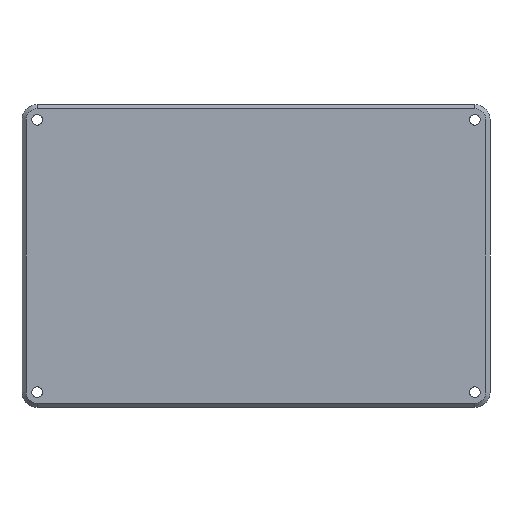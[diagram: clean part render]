
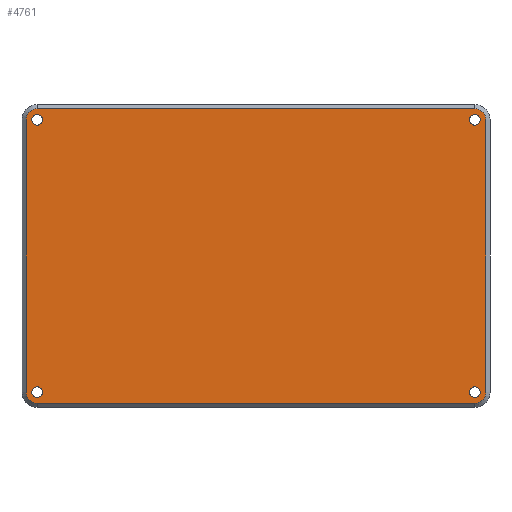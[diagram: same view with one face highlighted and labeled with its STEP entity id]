
A CAD part, front view. The second image highlights one B-rep face of the part: STEP entity #4761.
In plain terms, the highlighted planar face has unit normal (0, -1, 0).
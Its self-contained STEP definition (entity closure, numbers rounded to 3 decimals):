
#591 = EDGE_CURVE ( 'NONE', #8044, #8086, #6482, .T. ) ;
#614 = EDGE_CURVE ( 'NONE', #8074, #8085, #6575, .T. ) ;
#624 = EDGE_CURVE ( 'NONE', #8054, #8056, #6574, .T. ) ;
#644 = EDGE_CURVE ( 'NONE', #8120, #8080, #6610, .T. ) ;
#812 = VERTEX_POINT ( 'NONE', #7240 ) ;
#813 = VERTEX_POINT ( 'NONE', #7245 ) ;
#816 = VERTEX_POINT ( 'NONE', #7256 ) ;
#825 = VERTEX_POINT ( 'NONE', #7234 ) ;
#832 = VERTEX_POINT ( 'NONE', #7220 ) ;
#840 = VERTEX_POINT ( 'NONE', #7216 ) ;
#841 = VERTEX_POINT ( 'NONE', #7270 ) ;
#852 = VERTEX_POINT ( 'NONE', #7252 ) ;
#1018 = ORIENTED_EDGE ( 'NONE', *, *, #3144, .F. ) ;
#1022 = ORIENTED_EDGE ( 'NONE', *, *, #591, .F. ) ;
#1176 = ORIENTED_EDGE ( 'NONE', *, *, #3103, .T. ) ;
#1177 = ORIENTED_EDGE ( 'NONE', *, *, #3093, .T. ) ;
#1178 = ORIENTED_EDGE ( 'NONE', *, *, #3116, .F. ) ;
#1179 = ORIENTED_EDGE ( 'NONE', *, *, #624, .F. ) ;
#1180 = ORIENTED_EDGE ( 'NONE', *, *, #644, .F. ) ;
#1181 = ORIENTED_EDGE ( 'NONE', *, *, #3129, .F. ) ;
#1184 = ORIENTED_EDGE ( 'NONE', *, *, #3097, .T. ) ;
#1185 = ORIENTED_EDGE ( 'NONE', *, *, #3085, .F. ) ;
#1186 = ORIENTED_EDGE ( 'NONE', *, *, #614, .F. ) ;
#3085 = EDGE_CURVE ( 'NONE', #8080, #8120, #6648, .T. ) ;
#3088 = EDGE_CURVE ( 'NONE', #840, #832, #6721, .T. ) ;
#3093 = EDGE_CURVE ( 'NONE', #825, #852, #6722, .T. ) ;
#3097 = EDGE_CURVE ( 'NONE', #813, #841, #6702, .T. ) ;
#3103 = EDGE_CURVE ( 'NONE', #841, #825, #6723, .T. ) ;
#3116 = EDGE_CURVE ( 'NONE', #8056, #8054, #6707, .T. ) ;
#3122 = EDGE_CURVE ( 'NONE', #832, #812, #6717, .T. ) ;
#3129 = EDGE_CURVE ( 'NONE', #8085, #8074, #6743, .T. ) ;
#3132 = EDGE_CURVE ( 'NONE', #852, #840, #6784, .T. ) ;
#3134 = EDGE_CURVE ( 'NONE', #816, #813, #6771, .T. ) ;
#3140 = EDGE_CURVE ( 'NONE', #812, #816, #6789, .T. ) ;
#3144 = EDGE_CURVE ( 'NONE', #8086, #8044, #6765, .T. ) ;
#3280 = AXIS2_PLACEMENT_3D ( 'NONE', #7125, #7153, #7131 ) ;
#3291 = AXIS2_PLACEMENT_3D ( 'NONE', #7072, #7102, #7103 ) ;
#3294 = AXIS2_PLACEMENT_3D ( 'NONE', #7192, #7186, #7170 ) ;
#3308 = AXIS2_PLACEMENT_3D ( 'NONE', #7056, #7035, #7054 ) ;
#3351 = AXIS2_PLACEMENT_3D ( 'NONE', #7527, #7556, #7545 ) ;
#3352 = AXIS2_PLACEMENT_3D ( 'NONE', #7569, #7607, #7590 ) ;
#3359 = AXIS2_PLACEMENT_3D ( 'NONE', #7577, #7599, #7580 ) ;
#3361 = AXIS2_PLACEMENT_3D ( 'NONE', #7485, #7507, #7476 ) ;
#3365 = AXIS2_PLACEMENT_3D ( 'NONE', #7482, #7496, #7494 ) ;
#3376 = AXIS2_PLACEMENT_3D ( 'NONE', #7603, #7566, #7586 ) ;
#3377 = AXIS2_PLACEMENT_3D ( 'NONE', #7516, #7486, #7481 ) ;
#3381 = AXIS2_PLACEMENT_3D ( 'NONE', #7618, #7642, #7668 ) ;
#3390 = AXIS2_PLACEMENT_3D ( 'NONE', #7508, #7509, #7511 ) ;
#3531 = ORIENTED_EDGE ( 'NONE', *, *, #3134, .T. ) ;
#3550 = ORIENTED_EDGE ( 'NONE', *, *, #3088, .T. ) ;
#3576 = ORIENTED_EDGE ( 'NONE', *, *, #3132, .T. ) ;
#3589 = ORIENTED_EDGE ( 'NONE', *, *, #3140, .T. ) ;
#3609 = ORIENTED_EDGE ( 'NONE', *, *, #3122, .T. ) ;
#4038 = EDGE_LOOP ( 'NONE', ( #1018, #1022 ) ) ;
#4055 = EDGE_LOOP ( 'NONE', ( #1178, #1179 ) ) ;
#4057 = EDGE_LOOP ( 'NONE', ( #1181, #1186 ) ) ;
#4179 = EDGE_LOOP ( 'NONE', ( #1185, #1180 ) ) ;
#4186 = EDGE_LOOP ( 'NONE', ( #1184, #1176, #1177, #3576, #3550, #3609, #3589, #3531 ) ) ;
#4761 = ADVANCED_FACE ( 'NONE', ( #6761, #6762, #6751, #6795, #6752 ), #7655, .F. ) ;
#6482 = CIRCLE ( 'NONE', #3308, 1.95 ) ;
#6574 = CIRCLE ( 'NONE', #3280, 1.95 ) ;
#6575 = CIRCLE ( 'NONE', #3291, 1.95 ) ;
#6610 = CIRCLE ( 'NONE', #3294, 1.95 ) ;
#6648 = CIRCLE ( 'NONE', #3377, 1.95 ) ;
#6695 = VECTOR ( 'NONE', #7536, 1000. ) ;
#6702 = CIRCLE ( 'NONE', #3390, 4. ) ;
#6707 = CIRCLE ( 'NONE', #3351, 1.95 ) ;
#6717 = LINE ( 'NONE', #7534, #6728 ) ;
#6721 = CIRCLE ( 'NONE', #3365, 4. ) ;
#6722 = CIRCLE ( 'NONE', #3361, 4. ) ;
#6723 = LINE ( 'NONE', #7550, #6695 ) ;
#6728 = VECTOR ( 'NONE', #7560, 1000. ) ;
#6743 = CIRCLE ( 'NONE', #3359, 1.95 ) ;
#6748 = VECTOR ( 'NONE', #7606, 1000. ) ;
#6751 = FACE_BOUND ( 'NONE', #4179, .T. ) ;
#6752 = FACE_OUTER_BOUND ( 'NONE', #4186, .T. ) ;
#6761 = FACE_BOUND ( 'NONE', #4038, .T. ) ;
#6762 = FACE_BOUND ( 'NONE', #4055, .T. ) ;
#6765 = CIRCLE ( 'NONE', #3352, 1.95 ) ;
#6771 = LINE ( 'NONE', #7565, #6775 ) ;
#6775 = VECTOR ( 'NONE', #7564, 1000. ) ;
#6784 = LINE ( 'NONE', #7592, #6748 ) ;
#6789 = CIRCLE ( 'NONE', #3376, 4. ) ;
#6795 = FACE_BOUND ( 'NONE', #4057, .T. ) ;
#7035 = DIRECTION ( 'NONE',  ( 0., -1., 0. ) ) ;
#7054 = DIRECTION ( 'NONE',  ( 0., 0., -1. ) ) ;
#7056 = CARTESIAN_POINT ( 'NONE',  ( 79.5, 0., -49.5 ) ) ;
#7072 = CARTESIAN_POINT ( 'NONE',  ( -79.5, 0., 49.5 ) ) ;
#7102 = DIRECTION ( 'NONE',  ( 0., -1., 0. ) ) ;
#7103 = DIRECTION ( 'NONE',  ( 0., 0., -1. ) ) ;
#7125 = CARTESIAN_POINT ( 'NONE',  ( -79.5, 0., -49.5 ) ) ;
#7131 = DIRECTION ( 'NONE',  ( 0., 0., -1. ) ) ;
#7153 = DIRECTION ( 'NONE',  ( 0., -1., 0. ) ) ;
#7170 = DIRECTION ( 'NONE',  ( 0., 0., -1. ) ) ;
#7186 = DIRECTION ( 'NONE',  ( 0., -1., 0. ) ) ;
#7192 = CARTESIAN_POINT ( 'NONE',  ( 79.5, 0., 49.5 ) ) ;
#7216 = CARTESIAN_POINT ( 'NONE',  ( 79.5, 0., -53.5 ) ) ;
#7220 = CARTESIAN_POINT ( 'NONE',  ( 83.5, 0., -49.5 ) ) ;
#7234 = CARTESIAN_POINT ( 'NONE',  ( -83.5, 0., -49.5 ) ) ;
#7240 = CARTESIAN_POINT ( 'NONE',  ( 83.5, 0., 49.5 ) ) ;
#7245 = CARTESIAN_POINT ( 'NONE',  ( -79.5, 0., 53.5 ) ) ;
#7252 = CARTESIAN_POINT ( 'NONE',  ( -79.5, 0., -53.5 ) ) ;
#7256 = CARTESIAN_POINT ( 'NONE',  ( 79.5, 0., 53.5 ) ) ;
#7270 = CARTESIAN_POINT ( 'NONE',  ( -83.5, 0., 49.5 ) ) ;
#7476 = DIRECTION ( 'NONE',  ( 0., 0., 1. ) ) ;
#7481 = DIRECTION ( 'NONE',  ( 0., 0., -1. ) ) ;
#7482 = CARTESIAN_POINT ( 'NONE',  ( 79.5, 0., -49.5 ) ) ;
#7485 = CARTESIAN_POINT ( 'NONE',  ( -79.5, 0., -49.5 ) ) ;
#7486 = DIRECTION ( 'NONE',  ( 0., -1., 0. ) ) ;
#7494 = DIRECTION ( 'NONE',  ( 0., 0., 1. ) ) ;
#7496 = DIRECTION ( 'NONE',  ( 0., -1., 0. ) ) ;
#7507 = DIRECTION ( 'NONE',  ( 0., -1., 0. ) ) ;
#7508 = CARTESIAN_POINT ( 'NONE',  ( -79.5, 0., 49.5 ) ) ;
#7509 = DIRECTION ( 'NONE',  ( 0., -1., 0. ) ) ;
#7511 = DIRECTION ( 'NONE',  ( 0., 0., 1. ) ) ;
#7516 = CARTESIAN_POINT ( 'NONE',  ( 79.5, 0., 49.5 ) ) ;
#7527 = CARTESIAN_POINT ( 'NONE',  ( -79.5, 0., -49.5 ) ) ;
#7534 = CARTESIAN_POINT ( 'NONE',  ( 83.5, 0., -49.5 ) ) ;
#7536 = DIRECTION ( 'NONE',  ( 0., 0., -1. ) ) ;
#7545 = DIRECTION ( 'NONE',  ( 0., 0., -1. ) ) ;
#7550 = CARTESIAN_POINT ( 'NONE',  ( -83.5, 0., -49.5 ) ) ;
#7556 = DIRECTION ( 'NONE',  ( 0., -1., 0. ) ) ;
#7560 = DIRECTION ( 'NONE',  ( 0., 0., 1. ) ) ;
#7564 = DIRECTION ( 'NONE',  ( -1., 0., 0. ) ) ;
#7565 = CARTESIAN_POINT ( 'NONE',  ( -79.5, 0., 53.5 ) ) ;
#7566 = DIRECTION ( 'NONE',  ( 0., -1., 0. ) ) ;
#7569 = CARTESIAN_POINT ( 'NONE',  ( 79.5, 0., -49.5 ) ) ;
#7577 = CARTESIAN_POINT ( 'NONE',  ( -79.5, 0., 49.5 ) ) ;
#7580 = DIRECTION ( 'NONE',  ( 0., 0., -1. ) ) ;
#7586 = DIRECTION ( 'NONE',  ( 0., 0., 1. ) ) ;
#7590 = DIRECTION ( 'NONE',  ( 0., 0., -1. ) ) ;
#7592 = CARTESIAN_POINT ( 'NONE',  ( -79.5, 0., -53.5 ) ) ;
#7599 = DIRECTION ( 'NONE',  ( 0., -1., 0. ) ) ;
#7603 = CARTESIAN_POINT ( 'NONE',  ( 79.5, 0., 49.5 ) ) ;
#7606 = DIRECTION ( 'NONE',  ( 1., 0., 0. ) ) ;
#7607 = DIRECTION ( 'NONE',  ( 0., -1., 0. ) ) ;
#7618 = CARTESIAN_POINT ( 'NONE',  ( -79.5, 0., -49.5 ) ) ;
#7642 = DIRECTION ( 'NONE',  ( 0., 1., 0. ) ) ;
#7655 = PLANE ( 'NONE',  #3381 ) ;
#7668 = DIRECTION ( 'NONE',  ( 0., 0., 1. ) ) ;
#7768 = CARTESIAN_POINT ( 'NONE',  ( 79.5, 0., -47.55 ) ) ;
#7783 = CARTESIAN_POINT ( 'NONE',  ( -79.5, 0., -47.55 ) ) ;
#7785 = CARTESIAN_POINT ( 'NONE',  ( -79.5, 0., -51.45 ) ) ;
#7795 = CARTESIAN_POINT ( 'NONE',  ( 79.5, 0., 47.55 ) ) ;
#7832 = CARTESIAN_POINT ( 'NONE',  ( 79.5, 0., 51.45 ) ) ;
#7834 = CARTESIAN_POINT ( 'NONE',  ( -79.5, 0., 51.45 ) ) ;
#7836 = CARTESIAN_POINT ( 'NONE',  ( 79.5, 0., -51.45 ) ) ;
#7842 = CARTESIAN_POINT ( 'NONE',  ( -79.5, 0., 47.55 ) ) ;
#8044 = VERTEX_POINT ( 'NONE', #7768 ) ;
#8054 = VERTEX_POINT ( 'NONE', #7783 ) ;
#8056 = VERTEX_POINT ( 'NONE', #7785 ) ;
#8074 = VERTEX_POINT ( 'NONE', #7834 ) ;
#8080 = VERTEX_POINT ( 'NONE', #7795 ) ;
#8085 = VERTEX_POINT ( 'NONE', #7842 ) ;
#8086 = VERTEX_POINT ( 'NONE', #7836 ) ;
#8120 = VERTEX_POINT ( 'NONE', #7832 ) ;
